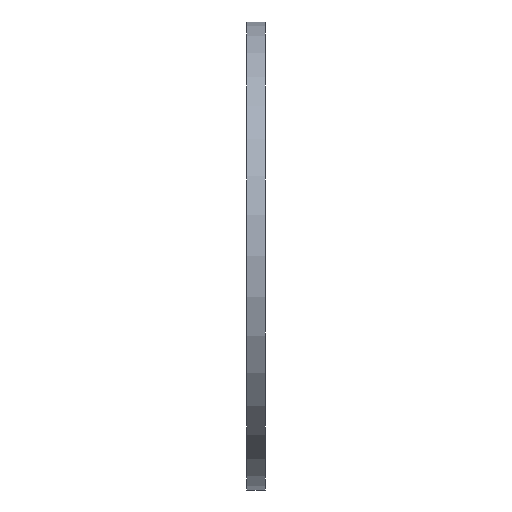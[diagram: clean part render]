
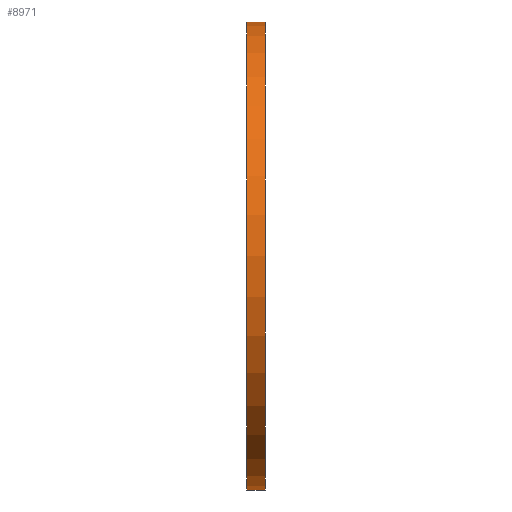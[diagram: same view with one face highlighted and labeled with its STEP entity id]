
A CAD part, left-side view. The second image highlights one B-rep face of the part: STEP entity #8971.
In plain terms, the highlighted cylindrical face has radius 50 mm (diameter 100 mm), a partial arc.
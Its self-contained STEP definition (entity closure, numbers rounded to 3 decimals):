
#589 = VECTOR ( 'NONE', #6324, 1000. ) ;
#614 = CARTESIAN_POINT ( 'NONE',  ( 0., 4., 0. ) ) ;
#839 = EDGE_CURVE ( 'NONE', #9650, #9443, #1323, .T. ) ;
#941 = CARTESIAN_POINT ( 'NONE',  ( 0., 0., 50. ) ) ;
#1323 = CIRCLE ( 'NONE', #6527, 50. ) ;
#1355 = ORIENTED_EDGE ( 'NONE', *, *, #5061, .F. ) ;
#1429 = VERTEX_POINT ( 'NONE', #941 ) ;
#2361 = EDGE_LOOP ( 'NONE', ( #1355, #9624, #9135, #7378 ) ) ;
#2523 = LINE ( 'NONE', #3941, #9864 ) ;
#3473 = DIRECTION ( 'NONE',  ( 0., 1., 0. ) ) ;
#3581 = VERTEX_POINT ( 'NONE', #4956 ) ;
#3661 = CARTESIAN_POINT ( 'NONE',  ( 0., 0., 0. ) ) ;
#3804 = LINE ( 'NONE', #9265, #589 ) ;
#3941 = CARTESIAN_POINT ( 'NONE',  ( 0., 4., 50. ) ) ;
#4680 = CIRCLE ( 'NONE', #10711, 50. ) ;
#4718 = CARTESIAN_POINT ( 'NONE',  ( 0., 4., 0. ) ) ;
#4755 = DIRECTION ( 'NONE',  ( 0., -1., 0. ) ) ;
#4956 = CARTESIAN_POINT ( 'NONE',  ( 0., 0., -50. ) ) ;
#5061 = EDGE_CURVE ( 'NONE', #9443, #1429, #2523, .T. ) ;
#6324 = DIRECTION ( 'NONE',  ( 0., -1., 0. ) ) ;
#6527 = AXIS2_PLACEMENT_3D ( 'NONE', #614, #3473, #11245 ) ;
#7378 = ORIENTED_EDGE ( 'NONE', *, *, #10917, .T. ) ;
#8685 = DIRECTION ( 'NONE',  ( 0., 0., 1. ) ) ;
#8690 = EDGE_CURVE ( 'NONE', #9650, #3581, #3804, .T. ) ;
#8906 = DIRECTION ( 'NONE',  ( 0., -1., 0. ) ) ;
#8971 = ADVANCED_FACE ( 'NONE', ( #9870 ), #11531, .T. ) ;
#9135 = ORIENTED_EDGE ( 'NONE', *, *, #8690, .T. ) ;
#9265 = CARTESIAN_POINT ( 'NONE',  ( 0., 4., -50. ) ) ;
#9366 = CARTESIAN_POINT ( 'NONE',  ( 0., 4., -50. ) ) ;
#9443 = VERTEX_POINT ( 'NONE', #12066 ) ;
#9624 = ORIENTED_EDGE ( 'NONE', *, *, #839, .F. ) ;
#9650 = VERTEX_POINT ( 'NONE', #9366 ) ;
#9864 = VECTOR ( 'NONE', #8906, 1000. ) ;
#9870 = FACE_OUTER_BOUND ( 'NONE', #2361, .T. ) ;
#10711 = AXIS2_PLACEMENT_3D ( 'NONE', #3661, #11462, #8685 ) ;
#10917 = EDGE_CURVE ( 'NONE', #3581, #1429, #4680, .T. ) ;
#11170 = AXIS2_PLACEMENT_3D ( 'NONE', #4718, #4755, #12378 ) ;
#11245 = DIRECTION ( 'NONE',  ( 0., 0., 1. ) ) ;
#11462 = DIRECTION ( 'NONE',  ( 0., 1., 0. ) ) ;
#11531 = CYLINDRICAL_SURFACE ( 'NONE', #11170, 50. ) ;
#12066 = CARTESIAN_POINT ( 'NONE',  ( 0., 4., 50. ) ) ;
#12378 = DIRECTION ( 'NONE',  ( 0., 0., -1. ) ) ;
